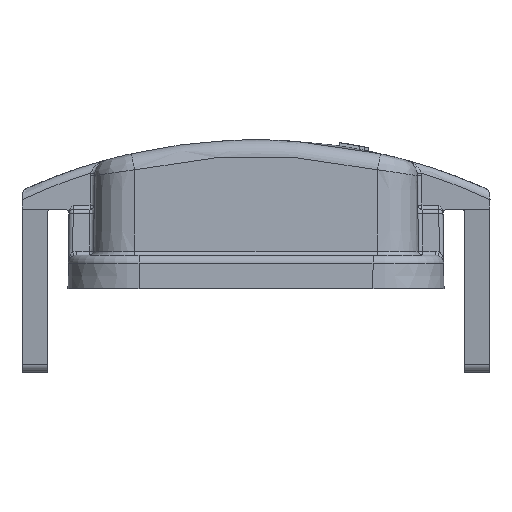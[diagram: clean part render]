
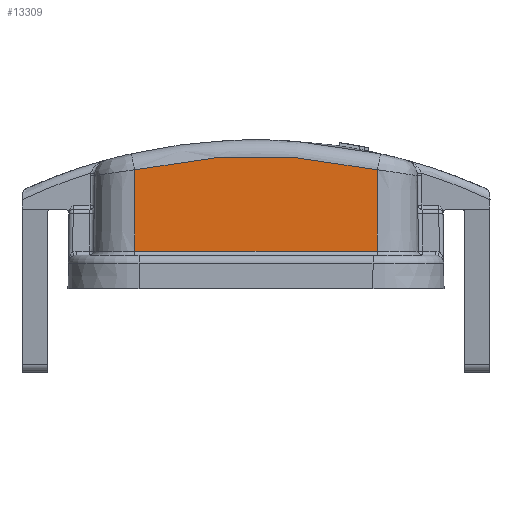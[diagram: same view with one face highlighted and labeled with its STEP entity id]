
A CAD part, front view. The second image highlights one B-rep face of the part: STEP entity #13309.
In plain terms, the highlighted planar face has unit normal (0, -1, 0.014).
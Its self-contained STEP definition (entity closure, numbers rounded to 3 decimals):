
#3661=DIRECTION('',(0.,0.014,1.));
#3662=VECTOR('',#3661,9.768);
#3663=CARTESIAN_POINT('',(57.573,25.024,4.515));
#3664=LINE('',#3663,#3662);
#3684=DIRECTION('',(1.,0.,0.));
#3685=VECTOR('',#3684,29.145);
#3686=CARTESIAN_POINT('',(28.428,25.024,4.515));
#3687=LINE('',#3686,#3685);
#3716=DIRECTION('',(0.,-0.014,-1.));
#3717=VECTOR('',#3716,9.768);
#3718=CARTESIAN_POINT('',(28.427,25.161,14.283));
#3719=LINE('',#3718,#3717);
#3724=CARTESIAN_POINT('',(43.,24.259,-50.26));
#3725=DIRECTION('',(0.,1.,-0.014));
#3726=DIRECTION('',(-0.22,0.014,0.975));
#3727=AXIS2_PLACEMENT_3D('',#3724,#3725,#3726);
#7169=CARTESIAN_POINT('',(28.427,25.161,14.283));
#7170=VERTEX_POINT('',#7169);
#7171=CARTESIAN_POINT('',(57.573,25.161,14.283));
#7172=VERTEX_POINT('',#7171);
#7204=CARTESIAN_POINT('',(57.573,25.024,4.515));
#7205=VERTEX_POINT('',#7204);
#7206=CARTESIAN_POINT('',(28.428,25.024,4.515));
#7207=VERTEX_POINT('',#7206);
#13298=CARTESIAN_POINT('',(25.834,24.961,0.));
#13299=DIRECTION('',(0.,-1.,0.014));
#13300=DIRECTION('',(1.,0.,0.));
#13301=AXIS2_PLACEMENT_3D('',#13298,#13299,#13300);
#13302=PLANE('',#13301);
#13303=ORIENTED_EDGE('',*,*,#13226,.F.);
#13304=ORIENTED_EDGE('',*,*,#13254,.F.);
#13305=ORIENTED_EDGE('',*,*,#13290,.F.);
#13306=ORIENTED_EDGE('',*,*,#12767,.T.);
#13307=EDGE_LOOP('',(#13303,#13304,#13305,#13306));
#13308=FACE_OUTER_BOUND('',#13307,.F.);
#3728=CIRCLE('',#3727,66.174);
#12767=EDGE_CURVE('',#7170,#7172,#3728,.T.);
#13226=EDGE_CURVE('',#7205,#7172,#3664,.T.);
#13254=EDGE_CURVE('',#7207,#7205,#3687,.T.);
#13290=EDGE_CURVE('',#7170,#7207,#3719,.T.);
#13309=ADVANCED_FACE('',(#13308),#13302,.T.);
